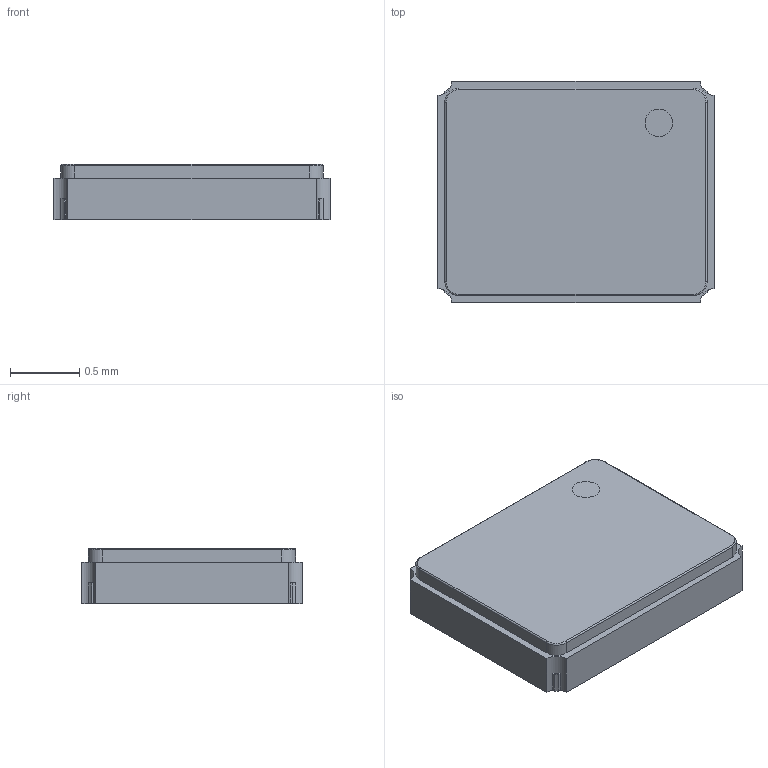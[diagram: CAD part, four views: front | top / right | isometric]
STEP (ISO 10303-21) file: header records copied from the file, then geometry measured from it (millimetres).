
FILE_DESCRIPTION (( 'STEP AP214' ), '1' );
FILE_NAME ('User Library-CX2016DB16000D0GPSC1.STEP', '2018-09-27T02:01:49', ( '' ), ( '' ), 'SwSTEP 2.0', 'SolidWorks 2018', '' );
FILE_SCHEMA (( 'AUTOMOTIVE_DESIGN' ));
Length unit declared in the file: millimetre
Products named in the file (8): User Library-CX2016DB16000D0GPSC1_Part_1227; User Library-CX2016DB16000D0GPSC1_Part_1350; User Library-CX2016DB16000D0GPSC1_Part_285; User Library-CX2016DB16000D0GPSC1; User Library-CX2016DB16000D0GPSC1_Part_1276; User Library-CX2016DB16000D0GPSC1_ACIS Solid_1935; User Library-CX2016DB16000D0GPSC1_ACIS Solid_1923; User Library-CX2016DB16000D0GPSC1_Part_1252
Assembly tree (7 placements, depth 2):
  User Library-CX2016DB16000D0GPSC1
    User Library-CX2016DB16000D0GPSC1_Part_1227
    User Library-CX2016DB16000D0GPSC1_Part_1252
    User Library-CX2016DB16000D0GPSC1_Part_1276
    User Library-CX2016DB16000D0GPSC1_Part_1350
    User Library-CX2016DB16000D0GPSC1_Part_285
    User Library-CX2016DB16000D0GPSC1_ACIS Solid_1923
    User Library-CX2016DB16000D0GPSC1_ACIS Solid_1935
Bounding box: 2 x 1.6 x 0.4 mm (x, y, z)
Volume: 1.2 mm3; surface area: 17.9 mm2
Topology: 7 solids, 7 shells, 93 faces, 226 edges, 148 vertices
Faces by surface type: plane 65, cylinder 24, bspline 4
Entity records: 4113 total; most frequent: CARTESIAN_POINT 549, DIRECTION 476, ORIENTED_EDGE 452, EDGE_CURVE 226, VECTOR 166, LINE 166, AXIS2_PLACEMENT_3D 155, VERTEX_POINT 148
